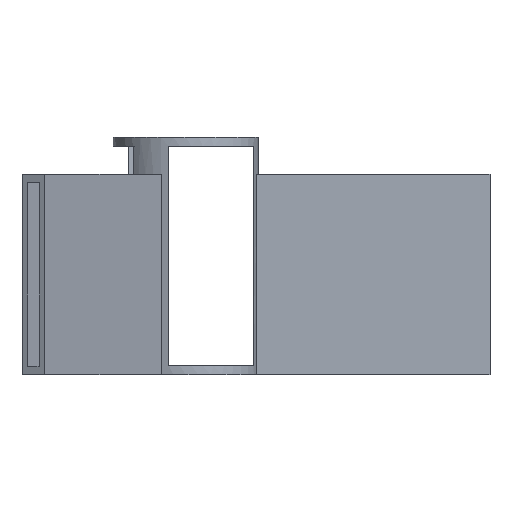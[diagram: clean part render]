
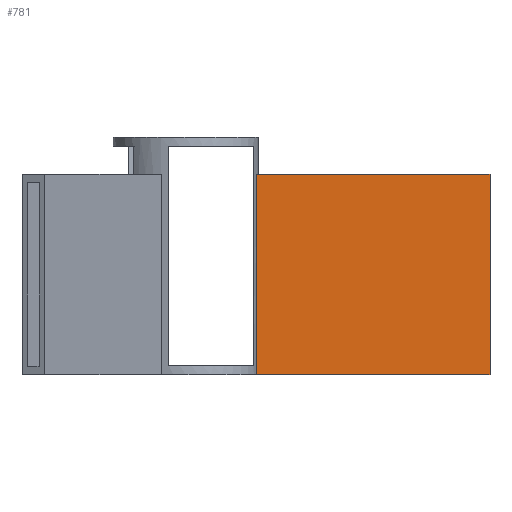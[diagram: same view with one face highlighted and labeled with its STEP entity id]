
A CAD part, left-side view. The second image highlights one B-rep face of the part: STEP entity #781.
In plain terms, the highlighted planar face has unit normal (-1, 0, 0).
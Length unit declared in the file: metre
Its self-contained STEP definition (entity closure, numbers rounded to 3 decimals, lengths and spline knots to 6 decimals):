
#21=PLANE('',#860);
#163=ORIENTED_EDGE('',*,*,#356,.F.);
#164=ORIENTED_EDGE('',*,*,#311,.T.);
#165=ORIENTED_EDGE('',*,*,#343,.T.);
#166=ORIENTED_EDGE('',*,*,#360,.F.);
#311=EDGE_CURVE('',#423,#422,#490,.T.);
#343=EDGE_CURVE('',#422,#452,#508,.T.);
#356=EDGE_CURVE('',#423,#462,#520,.T.);
#360=EDGE_CURVE('',#462,#452,#524,.T.);
#422=VERTEX_POINT('',#1148);
#423=VERTEX_POINT('',#1150);
#452=VERTEX_POINT('',#1213);
#462=VERTEX_POINT('',#1241);
#490=LINE('',#1149,#574);
#508=LINE('',#1214,#592);
#520=LINE('',#1240,#604);
#524=LINE('',#1247,#608);
#574=VECTOR('',#919,1.);
#592=VECTOR('',#971,1.);
#604=VECTOR('',#993,1.);
#608=VECTOR('',#999,1.);
#675=EDGE_LOOP('',(#163,#164,#165,#166));
#731=FACE_BOUND('',#675,.T.);
#781=ADVANCED_FACE('',(#731),#21,.T.);
#860=AXIS2_PLACEMENT_3D('',#1254,#1008,#1009);
#919=DIRECTION('',(0.,0.,-1.));
#971=DIRECTION('',(0.,-1.,0.));
#993=DIRECTION('',(0.,-1.,0.));
#999=DIRECTION('',(0.,0.,-1.));
#1008=DIRECTION('',(-1.,0.,0.));
#1009=DIRECTION('',(0.,0.,1.));
#1148=CARTESIAN_POINT('',(-0.002806,-0.015244,0.));
#1149=CARTESIAN_POINT('',(-0.002806,-0.015244,0.0508));
#1150=CARTESIAN_POINT('',(-0.002806,-0.015244,0.042893));
#1213=CARTESIAN_POINT('',(-0.002806,-0.065,0.));
#1214=CARTESIAN_POINT('',(-0.002806,0.015502,0.));
#1240=CARTESIAN_POINT('',(-0.002806,0.015502,0.042893));
#1241=CARTESIAN_POINT('',(-0.002806,-0.065,0.042893));
#1247=CARTESIAN_POINT('',(-0.002806,-0.065,0.021447));
#1254=CARTESIAN_POINT('',(-0.002806,0.015502,0.021447));
